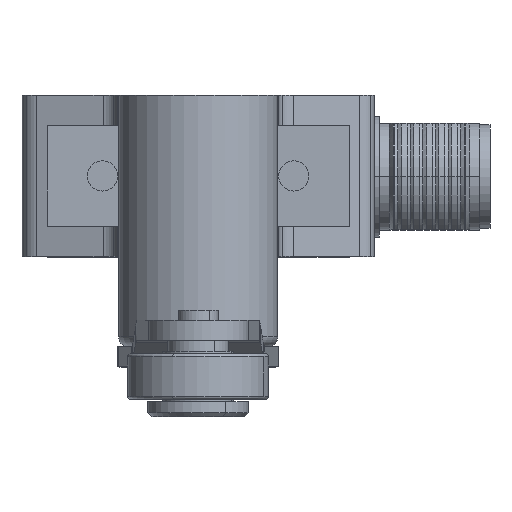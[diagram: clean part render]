
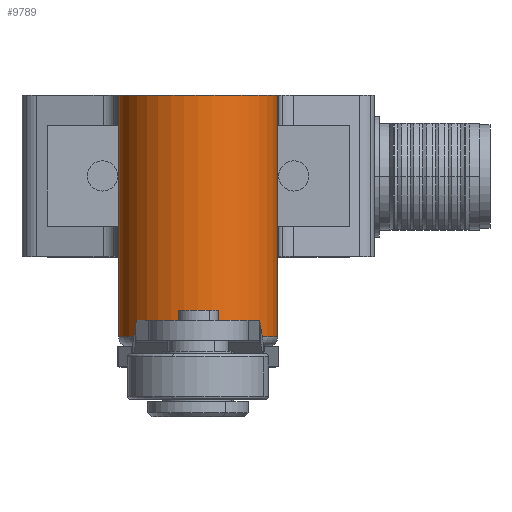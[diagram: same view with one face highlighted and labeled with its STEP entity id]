
A CAD part, top view. The second image highlights one B-rep face of the part: STEP entity #9789.
In plain terms, the highlighted cylindrical face has radius 7.9 mm (diameter 15.8 mm), a partial arc.
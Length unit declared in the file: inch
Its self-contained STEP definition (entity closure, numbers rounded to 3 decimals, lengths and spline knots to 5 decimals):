
#591 = EDGE_LOOP ( 'NONE', ( #14603, #22301, #9230, #17888, #26133, #13441 ) ) ;
#608 = CARTESIAN_POINT ( 'NONE',  ( 0., -0.94488, 0.70866 ) ) ;
#1069 = VERTEX_POINT ( 'NONE', #18967 ) ;
#1666 = VERTEX_POINT ( 'NONE', #12622 ) ;
#2273 = DIRECTION ( 'NONE',  ( 0., -1., 0. ) ) ;
#3724 = LINE ( 'NONE', #12853, #21891 ) ;
#6012 = VECTOR ( 'NONE', #12626, 39.37008 ) ;
#6169 = VERTEX_POINT ( 'NONE', #11268 ) ;
#6645 = CARTESIAN_POINT ( 'NONE',  ( 0., 0., 0.70866 ) ) ;
#7091 = EDGE_CURVE ( 'NONE', #1069, #1666, #16208, .T. ) ;
#8016 = VECTOR ( 'NONE', #22565, 39.37008 ) ;
#9230 = ORIENTED_EDGE ( 'NONE', *, *, #25490, .F. ) ;
#9789 = ADVANCED_FACE ( 'NONE', ( #31893 ), #26875, .T. ) ;
#10713 = VERTEX_POINT ( 'NONE', #30226 ) ;
#11006 = LINE ( 'NONE', #14285, #8016 ) ;
#11268 = CARTESIAN_POINT ( 'NONE',  ( 0.31102, -0.62992, 0.70866 ) ) ;
#11273 = CARTESIAN_POINT ( 'NONE',  ( 0.31102, -0.94488, 0.70866 ) ) ;
#12241 = DIRECTION ( 'NONE',  ( 0., -1., 0. ) ) ;
#12622 = CARTESIAN_POINT ( 'NONE',  ( -0.31102, -0.94488, 0.70866 ) ) ;
#12626 = DIRECTION ( 'NONE',  ( 0., -1., 0. ) ) ;
#12853 = CARTESIAN_POINT ( 'NONE',  ( 0.31102, 0., 0.70866 ) ) ;
#13441 = ORIENTED_EDGE ( 'NONE', *, *, #17317, .F. ) ;
#13898 = EDGE_CURVE ( 'NONE', #6169, #23557, #3724, .T. ) ;
#14285 = CARTESIAN_POINT ( 'NONE',  ( 0.31102, 0., 0.70866 ) ) ;
#14603 = ORIENTED_EDGE ( 'NONE', *, *, #13898, .F. ) ;
#16208 = LINE ( 'NONE', #23507, #6012 ) ;
#16716 = VECTOR ( 'NONE', #2273, 39.37008 ) ;
#16786 = DIRECTION ( 'NONE',  ( -1., 0., 0. ) ) ;
#17317 = EDGE_CURVE ( 'NONE', #23557, #1666, #33238, .T. ) ;
#17888 = ORIENTED_EDGE ( 'NONE', *, *, #32832, .T. ) ;
#18967 = CARTESIAN_POINT ( 'NONE',  ( -0.31102, -0.62992, 0.70866 ) ) ;
#19254 = DIRECTION ( 'NONE',  ( 0., 1., 0. ) ) ;
#19439 = EDGE_CURVE ( 'NONE', #10713, #6169, #11006, .T. ) ;
#19476 = DIRECTION ( 'NONE',  ( 0., -1., 0. ) ) ;
#19638 = LINE ( 'NONE', #34680, #16716 ) ;
#20213 = CIRCLE ( 'NONE', #33109, 0.31102 ) ;
#21891 = VECTOR ( 'NONE', #25752, 39.37008 ) ;
#22169 = CARTESIAN_POINT ( 'NONE',  ( 0., 0., 0.70866 ) ) ;
#22301 = ORIENTED_EDGE ( 'NONE', *, *, #19439, .F. ) ;
#22565 = DIRECTION ( 'NONE',  ( 0., -1., 0. ) ) ;
#23507 = CARTESIAN_POINT ( 'NONE',  ( -0.31102, 0., 0.70866 ) ) ;
#23557 = VERTEX_POINT ( 'NONE', #11273 ) ;
#24349 = AXIS2_PLACEMENT_3D ( 'NONE', #608, #19476, #33352 ) ;
#25490 = EDGE_CURVE ( 'NONE', #29233, #10713, #20213, .T. ) ;
#25752 = DIRECTION ( 'NONE',  ( 0., -1., 0. ) ) ;
#26133 = ORIENTED_EDGE ( 'NONE', *, *, #7091, .T. ) ;
#26875 = CYLINDRICAL_SURFACE ( 'NONE', #33171, 0.31102 ) ;
#28900 = CARTESIAN_POINT ( 'NONE',  ( -0.31102, 0., 0.70866 ) ) ;
#29233 = VERTEX_POINT ( 'NONE', #28900 ) ;
#30226 = CARTESIAN_POINT ( 'NONE',  ( 0.31102, 0., 0.70866 ) ) ;
#30814 = DIRECTION ( 'NONE',  ( -1., 0., 0. ) ) ;
#31893 = FACE_OUTER_BOUND ( 'NONE', #591, .T. ) ;
#32832 = EDGE_CURVE ( 'NONE', #29233, #1069, #19638, .T. ) ;
#33109 = AXIS2_PLACEMENT_3D ( 'NONE', #22169, #19254, #16786 ) ;
#33171 = AXIS2_PLACEMENT_3D ( 'NONE', #6645, #12241, #30814 ) ;
#33238 = CIRCLE ( 'NONE', #24349, 0.31102 ) ;
#33352 = DIRECTION ( 'NONE',  ( -1., 0., 0. ) ) ;
#34680 = CARTESIAN_POINT ( 'NONE',  ( -0.31102, 0., 0.70866 ) ) ;
